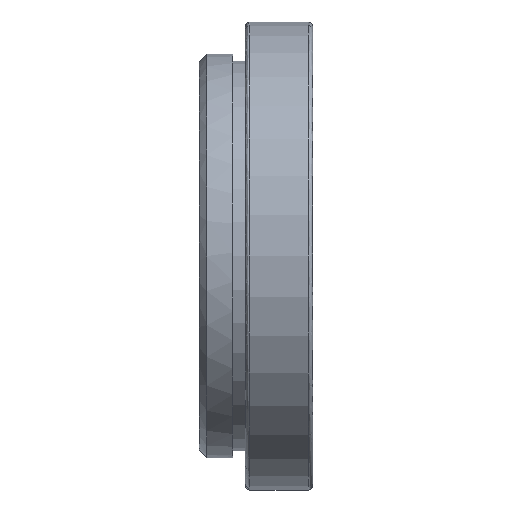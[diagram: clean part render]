
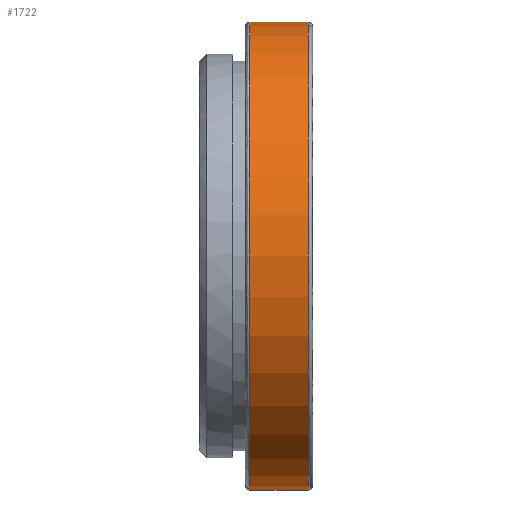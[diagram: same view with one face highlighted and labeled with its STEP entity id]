
A CAD part, front view. The second image highlights one B-rep face of the part: STEP entity #1722.
In plain terms, the highlighted cylindrical face has radius 15.25 mm (diameter 30.5 mm), a full revolution.
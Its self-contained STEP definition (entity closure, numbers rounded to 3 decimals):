
#69 = EDGE_CURVE ( 'NONE', #578, #578, #903, .T. ) ;
#96 = EDGE_LOOP ( 'NONE', ( #426 ) ) ;
#359 = DIRECTION ( 'NONE',  ( -1., 0., 0. ) ) ;
#426 = ORIENTED_EDGE ( 'NONE', *, *, #1352, .F. ) ;
#517 = AXIS2_PLACEMENT_3D ( 'NONE', #640, #1140, #1901 ) ;
#578 = VERTEX_POINT ( 'NONE', #894 ) ;
#615 = DIRECTION ( 'NONE',  ( 0., 0., -1. ) ) ;
#640 = CARTESIAN_POINT ( 'NONE',  ( -0.3, 0., 0. ) ) ;
#641 = VERTEX_POINT ( 'NONE', #1133 ) ;
#679 = AXIS2_PLACEMENT_3D ( 'NONE', #1656, #1041, #615 ) ;
#724 = FACE_OUTER_BOUND ( 'NONE', #1565, .T. ) ;
#794 = ORIENTED_EDGE ( 'NONE', *, *, #69, .T. ) ;
#813 = CIRCLE ( 'NONE', #1301, 15.25 ) ;
#894 = CARTESIAN_POINT ( 'NONE',  ( -0.3, 0., -15.25 ) ) ;
#903 = CIRCLE ( 'NONE', #517, 15.25 ) ;
#1041 = DIRECTION ( 'NONE',  ( 1., 0., 0. ) ) ;
#1133 = CARTESIAN_POINT ( 'NONE',  ( -4.1, 0., 15.25 ) ) ;
#1140 = DIRECTION ( 'NONE',  ( -1., 0., 0. ) ) ;
#1168 = CARTESIAN_POINT ( 'NONE',  ( -4.1, 0., 0. ) ) ;
#1301 = AXIS2_PLACEMENT_3D ( 'NONE', #1168, #359, #1940 ) ;
#1352 = EDGE_CURVE ( 'NONE', #641, #641, #813, .T. ) ;
#1565 = EDGE_LOOP ( 'NONE', ( #794 ) ) ;
#1656 = CARTESIAN_POINT ( 'NONE',  ( 0., 0., 0. ) ) ;
#1722 = ADVANCED_FACE ( 'NONE', ( #1988, #724 ), #1999, .T. ) ;
#1901 = DIRECTION ( 'NONE',  ( 0., 0., -1. ) ) ;
#1940 = DIRECTION ( 'NONE',  ( 0., 0., 1. ) ) ;
#1988 = FACE_OUTER_BOUND ( 'NONE', #96, .T. ) ;
#1999 = CYLINDRICAL_SURFACE ( 'NONE', #679, 15.25 ) ;
